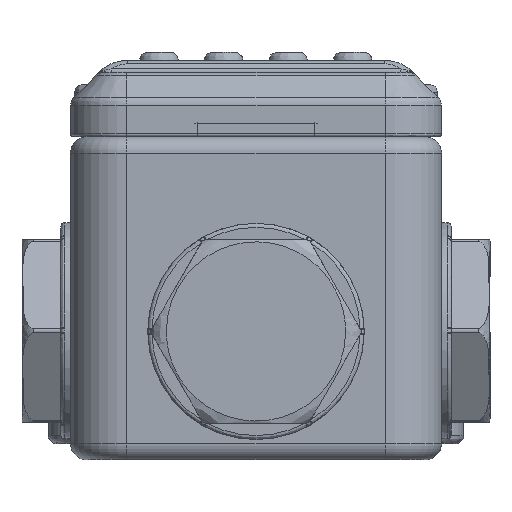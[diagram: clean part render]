
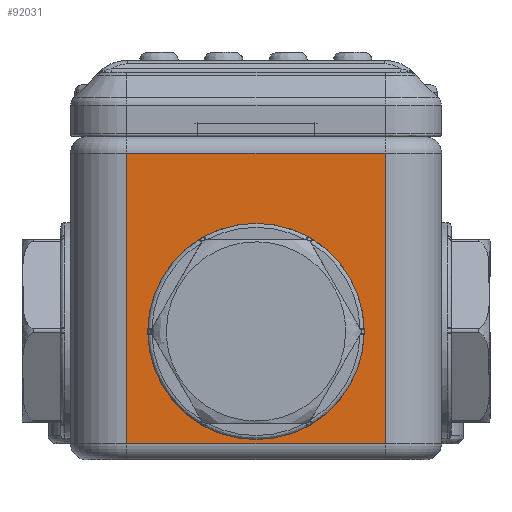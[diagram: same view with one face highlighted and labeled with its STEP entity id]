
A CAD part, front view. The second image highlights one B-rep face of the part: STEP entity #92031.
In plain terms, the highlighted planar face has unit normal (0, -1, 0).
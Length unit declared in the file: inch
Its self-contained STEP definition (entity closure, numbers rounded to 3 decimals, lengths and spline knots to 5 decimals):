
#763 = VERTEX_POINT ( 'NONE', #82236 ) ;
#4793 = CIRCLE ( 'NONE', #81823, 0.41339 ) ;
#8746 = EDGE_CURVE ( 'NONE', #26515, #763, #75729, .T. ) ;
#14109 = CARTESIAN_POINT ( 'NONE',  ( -0.62992, -5.51181, 1.49606 ) ) ;
#14613 = EDGE_CURVE ( 'NONE', #84830, #84830, #4793, .T. ) ;
#16272 = VERTEX_POINT ( 'NONE', #30987 ) ;
#17001 = LINE ( 'NONE', #39041, #42034 ) ;
#18898 = DIRECTION ( 'NONE',  ( 0., 1., 0. ) ) ;
#24261 = EDGE_CURVE ( 'NONE', #95336, #16272, #108465, .T. ) ;
#26228 = VECTOR ( 'NONE', #95714, 39.37008 ) ;
#26515 = VERTEX_POINT ( 'NONE', #48034 ) ;
#27812 = EDGE_LOOP ( 'NONE', ( #53176 ) ) ;
#30987 = CARTESIAN_POINT ( 'NONE',  ( -0.62992, -5.51181, 1.49606 ) ) ;
#33030 = CARTESIAN_POINT ( 'NONE',  ( -0.62992, -5.51181, 0.07874 ) ) ;
#34337 = LINE ( 'NONE', #108693, #61788 ) ;
#36354 = EDGE_CURVE ( 'NONE', #16272, #26515, #34337, .T. ) ;
#37486 = FACE_BOUND ( 'NONE', #27812, .T. ) ;
#39041 = CARTESIAN_POINT ( 'NONE',  ( 0.62992, -5.51181, 1.5748 ) ) ;
#42034 = VECTOR ( 'NONE', #59030, 39.37008 ) ;
#47826 = FACE_OUTER_BOUND ( 'NONE', #70032, .T. ) ;
#48034 = CARTESIAN_POINT ( 'NONE',  ( -0.62992, -5.51181, 0.07874 ) ) ;
#53176 = ORIENTED_EDGE ( 'NONE', *, *, #14613, .T. ) ;
#56130 = DIRECTION ( 'NONE',  ( -1., 0., 0. ) ) ;
#59030 = DIRECTION ( 'NONE',  ( 0., 0., -1. ) ) ;
#61788 = VECTOR ( 'NONE', #119731, 39.37008 ) ;
#66178 = CARTESIAN_POINT ( 'NONE',  ( 0., -5.51181, 1.03937 ) ) ;
#67151 = PLANE ( 'NONE',  #120450 ) ;
#67246 = ORIENTED_EDGE ( 'NONE', *, *, #127978, .F. ) ;
#70032 = EDGE_LOOP ( 'NONE', ( #77801, #73415, #67246, #114281 ) ) ;
#73415 = ORIENTED_EDGE ( 'NONE', *, *, #8746, .T. ) ;
#75729 = LINE ( 'NONE', #33030, #26228 ) ;
#77801 = ORIENTED_EDGE ( 'NONE', *, *, #36354, .T. ) ;
#78724 = VECTOR ( 'NONE', #56130, 39.37008 ) ;
#81823 = AXIS2_PLACEMENT_3D ( 'NONE', #132624, #18898, #133971 ) ;
#82236 = CARTESIAN_POINT ( 'NONE',  ( 0.62992, -5.51181, 0.07874 ) ) ;
#84590 = CARTESIAN_POINT ( 'NONE',  ( 0.62992, -5.51181, 1.49606 ) ) ;
#84830 = VERTEX_POINT ( 'NONE', #66178 ) ;
#87180 = DIRECTION ( 'NONE',  ( 0., 0., 1. ) ) ;
#92031 = ADVANCED_FACE ( 'NONE', ( #37486, #47826 ), #67151, .F. ) ;
#95336 = VERTEX_POINT ( 'NONE', #84590 ) ;
#95714 = DIRECTION ( 'NONE',  ( 1., 0., 0. ) ) ;
#108465 = LINE ( 'NONE', #14109, #78724 ) ;
#108693 = CARTESIAN_POINT ( 'NONE',  ( -0.62992, -5.51181, 1.5748 ) ) ;
#114281 = ORIENTED_EDGE ( 'NONE', *, *, #24261, .T. ) ;
#119731 = DIRECTION ( 'NONE',  ( 0., 0., -1. ) ) ;
#120200 = DIRECTION ( 'NONE',  ( 0., 1., 0. ) ) ;
#120450 = AXIS2_PLACEMENT_3D ( 'NONE', #130541, #120200, #87180 ) ;
#127978 = EDGE_CURVE ( 'NONE', #95336, #763, #17001, .T. ) ;
#130541 = CARTESIAN_POINT ( 'NONE',  ( -0.62992, -5.51181, 1.5748 ) ) ;
#132624 = CARTESIAN_POINT ( 'NONE',  ( 0., -5.51181, 0.62598 ) ) ;
#133971 = DIRECTION ( 'NONE',  ( 0., 0., 1. ) ) ;
